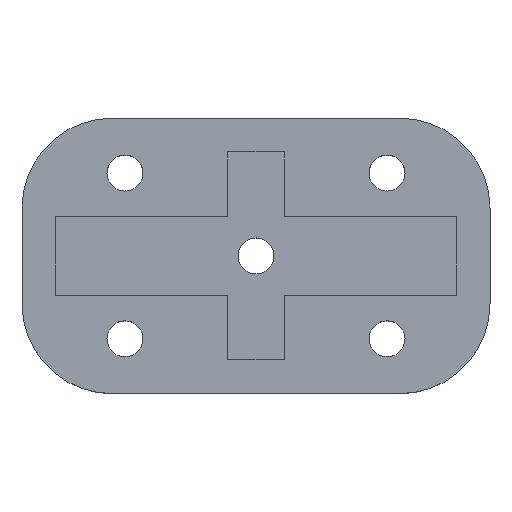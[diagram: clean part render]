
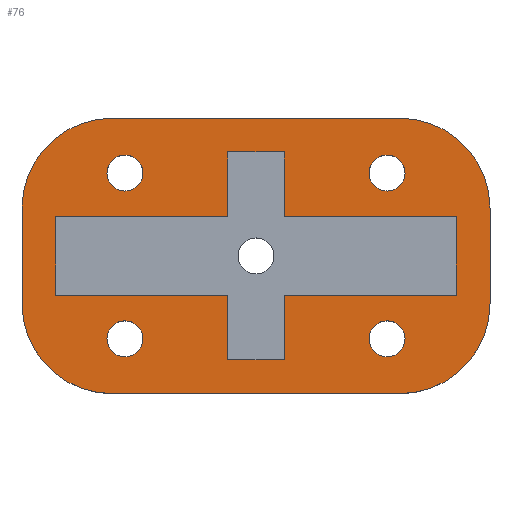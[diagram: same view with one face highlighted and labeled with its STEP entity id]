
A CAD part, top view. The second image highlights one B-rep face of the part: STEP entity #76.
In plain terms, the highlighted planar face has unit normal (0, 0, 1).
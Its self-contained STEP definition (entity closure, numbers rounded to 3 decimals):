
#76=ADVANCED_FACE('',(#264,#266,#268,#270,#272,#274),#276,.T.);
#264=FACE_BOUND('',#265,.T.);
#265=EDGE_LOOP('',(#409,#410,#411,#412,#413,#414,#415,#416));
#266=FACE_BOUND('',#267,.T.);
#267=EDGE_LOOP('',(#417,#418,#419,#420,#421,#422,#423,#424,#425,#426,#427,#428));
#268=FACE_BOUND('',#269,.T.);
#269=EDGE_LOOP('',(#429));
#270=FACE_BOUND('',#271,.T.);
#271=EDGE_LOOP('',(#430));
#272=FACE_BOUND('',#273,.T.);
#273=EDGE_LOOP('',(#431));
#274=FACE_BOUND('',#275,.T.);
#275=EDGE_LOOP('',(#432));
#276=PLANE('',#277);
#277=AXIS2_PLACEMENT_3D('',#278,#279,#280);
#278=CARTESIAN_POINT('',(0.,0.,2.5));
#279=DIRECTION('',(0.,0.,1.));
#280=DIRECTION('',(0.,1.,0.));
#409=ORIENTED_EDGE('',*,*,#515,.F.);
#410=ORIENTED_EDGE('',*,*,#483,.T.);
#411=ORIENTED_EDGE('',*,*,#516,.F.);
#412=ORIENTED_EDGE('',*,*,#480,.T.);
#413=ORIENTED_EDGE('',*,*,#517,.F.);
#414=ORIENTED_EDGE('',*,*,#476,.T.);
#415=ORIENTED_EDGE('',*,*,#518,.F.);
#416=ORIENTED_EDGE('',*,*,#485,.T.);
#417=ORIENTED_EDGE('',*,*,#494,.T.);
#418=ORIENTED_EDGE('',*,*,#492,.T.);
#419=ORIENTED_EDGE('',*,*,#514,.T.);
#420=ORIENTED_EDGE('',*,*,#512,.T.);
#421=ORIENTED_EDGE('',*,*,#510,.T.);
#422=ORIENTED_EDGE('',*,*,#508,.T.);
#423=ORIENTED_EDGE('',*,*,#506,.T.);
#424=ORIENTED_EDGE('',*,*,#504,.T.);
#425=ORIENTED_EDGE('',*,*,#502,.T.);
#426=ORIENTED_EDGE('',*,*,#500,.T.);
#427=ORIENTED_EDGE('',*,*,#498,.T.);
#428=ORIENTED_EDGE('',*,*,#496,.T.);
#429=ORIENTED_EDGE('',*,*,#489,.T.);
#430=ORIENTED_EDGE('',*,*,#490,.T.);
#431=ORIENTED_EDGE('',*,*,#487,.T.);
#432=ORIENTED_EDGE('',*,*,#488,.T.);
#476=EDGE_CURVE('',#573,#571,#574,.T.);
#480=EDGE_CURVE('',#576,#578,#580,.T.);
#483=EDGE_CURVE('',#581,#583,#585,.T.);
#485=EDGE_CURVE('',#588,#586,#589,.T.);
#487=EDGE_CURVE('',#591,#591,#592,.F.);
#488=EDGE_CURVE('',#593,#593,#594,.F.);
#489=EDGE_CURVE('',#595,#595,#596,.F.);
#490=EDGE_CURVE('',#597,#597,#598,.F.);
#492=EDGE_CURVE('',#601,#599,#602,.F.);
#494=EDGE_CURVE('',#604,#601,#605,.F.);
#496=EDGE_CURVE('',#607,#604,#608,.F.);
#498=EDGE_CURVE('',#610,#607,#611,.F.);
#500=EDGE_CURVE('',#613,#610,#614,.F.);
#502=EDGE_CURVE('',#616,#613,#617,.F.);
#504=EDGE_CURVE('',#619,#616,#620,.F.);
#506=EDGE_CURVE('',#622,#619,#623,.F.);
#508=EDGE_CURVE('',#625,#622,#626,.F.);
#510=EDGE_CURVE('',#628,#625,#629,.F.);
#512=EDGE_CURVE('',#631,#628,#632,.F.);
#514=EDGE_CURVE('',#599,#631,#634,.F.);
#515=EDGE_CURVE('',#581,#586,#635,.F.);
#516=EDGE_CURVE('',#576,#583,#636,.F.);
#517=EDGE_CURVE('',#573,#578,#637,.F.);
#518=EDGE_CURVE('',#588,#571,#638,.F.);
#571=VERTEX_POINT('',#753);
#573=VERTEX_POINT('',#757);
#574=LINE('',#758,#759);
#576=VERTEX_POINT('',#764);
#578=VERTEX_POINT('',#768);
#580=LINE('',#772,#773);
#581=VERTEX_POINT('',#775);
#583=VERTEX_POINT('',#779);
#585=LINE('',#783,#784);
#586=VERTEX_POINT('',#786);
#588=VERTEX_POINT('',#790);
#589=LINE('',#791,#792);
#591=VERTEX_POINT('',#797);
#592=CIRCLE('',#798,1.6);
#593=VERTEX_POINT('',#802);
#594=CIRCLE('',#803,1.6);
#595=VERTEX_POINT('',#807);
#596=CIRCLE('',#808,1.6);
#597=VERTEX_POINT('',#812);
#598=CIRCLE('',#813,1.6);
#599=VERTEX_POINT('',#817);
#601=VERTEX_POINT('',#821);
#602=LINE('',#822,#823);
#604=VERTEX_POINT('',#828);
#605=LINE('',#829,#830);
#607=VERTEX_POINT('',#835);
#608=LINE('',#836,#837);
#610=VERTEX_POINT('',#842);
#611=LINE('',#843,#844);
#613=VERTEX_POINT('',#849);
#614=LINE('',#850,#851);
#616=VERTEX_POINT('',#856);
#617=LINE('',#857,#858);
#619=VERTEX_POINT('',#863);
#620=LINE('',#864,#865);
#622=VERTEX_POINT('',#870);
#623=LINE('',#871,#872);
#625=VERTEX_POINT('',#877);
#626=LINE('',#878,#879);
#628=VERTEX_POINT('',#884);
#629=LINE('',#885,#886);
#631=VERTEX_POINT('',#891);
#632=LINE('',#892,#893);
#634=LINE('',#898,#899);
#635=CIRCLE('',#901,8.);
#636=CIRCLE('',#905,8.);
#637=CIRCLE('',#909,8.);
#638=CIRCLE('',#913,8.);
#753=CARTESIAN_POINT('',(-20.825,-4.255,2.5));
#757=CARTESIAN_POINT('',(-20.825,4.255,2.5));
#758=CARTESIAN_POINT('',(-20.825,4.255,2.5));
#759=VECTOR('',#760,1.);
#760=DIRECTION('',(0.,-1.,0.));
#764=CARTESIAN_POINT('',(12.825,12.255,2.5));
#768=CARTESIAN_POINT('',(-12.825,12.255,2.5));
#772=CARTESIAN_POINT('',(12.825,12.255,2.5));
#773=VECTOR('',#774,1.);
#774=DIRECTION('',(-1.,0.,0.));
#775=CARTESIAN_POINT('',(20.825,-4.255,2.5));
#779=CARTESIAN_POINT('',(20.825,4.255,2.5));
#783=CARTESIAN_POINT('',(20.825,-4.255,2.5));
#784=VECTOR('',#785,1.);
#785=DIRECTION('',(0.,1.,0.));
#786=CARTESIAN_POINT('',(12.825,-12.255,2.5));
#790=CARTESIAN_POINT('',(-12.825,-12.255,2.5));
#791=CARTESIAN_POINT('',(-12.825,-12.255,2.5));
#792=VECTOR('',#793,1.);
#793=DIRECTION('',(1.,0.,0.));
#797=CARTESIAN_POINT('',(11.663,-5.778,2.5));
#798=AXIS2_PLACEMENT_3D('',#799,#800,#801);
#799=CARTESIAN_POINT('',(11.663,-7.378,2.5));
#800=DIRECTION('',(0.,0.,1.));
#801=DIRECTION('',(0.,1.,0.));
#802=CARTESIAN_POINT('',(11.663,5.778,2.5));
#803=AXIS2_PLACEMENT_3D('',#804,#805,#806);
#804=CARTESIAN_POINT('',(11.663,7.378,2.5));
#805=DIRECTION('',(0.,0.,1.));
#806=DIRECTION('',(0.,-1.,0.));
#807=CARTESIAN_POINT('',(-11.663,-5.778,2.5));
#808=AXIS2_PLACEMENT_3D('',#809,#810,#811);
#809=CARTESIAN_POINT('',(-11.663,-7.378,2.5));
#810=DIRECTION('',(0.,0.,1.));
#811=DIRECTION('',(0.,1.,0.));
#812=CARTESIAN_POINT('',(-11.663,5.778,2.5));
#813=AXIS2_PLACEMENT_3D('',#814,#815,#816);
#814=CARTESIAN_POINT('',(-11.663,7.378,2.5));
#815=DIRECTION('',(0.,0.,1.));
#816=DIRECTION('',(0.,-1.,0.));
#817=CARTESIAN_POINT('',(2.5,-9.255,2.5));
#821=CARTESIAN_POINT('',(2.5,-3.5,2.5));
#822=CARTESIAN_POINT('',(2.5,-9.255,2.5));
#823=VECTOR('',#824,1.);
#824=DIRECTION('',(0.,1.,0.));
#828=CARTESIAN_POINT('',(17.825,-3.5,2.5));
#829=CARTESIAN_POINT('',(2.5,-3.5,2.5));
#830=VECTOR('',#831,1.);
#831=DIRECTION('',(1.,0.,0.));
#835=CARTESIAN_POINT('',(17.825,3.5,2.5));
#836=CARTESIAN_POINT('',(17.825,-3.5,2.5));
#837=VECTOR('',#838,1.);
#838=DIRECTION('',(0.,1.,0.));
#842=CARTESIAN_POINT('',(2.5,3.5,2.5));
#843=CARTESIAN_POINT('',(17.825,3.5,2.5));
#844=VECTOR('',#845,1.);
#845=DIRECTION('',(-1.,0.,0.));
#849=CARTESIAN_POINT('',(2.5,9.255,2.5));
#850=CARTESIAN_POINT('',(2.5,3.5,2.5));
#851=VECTOR('',#852,1.);
#852=DIRECTION('',(0.,1.,0.));
#856=CARTESIAN_POINT('',(-2.5,9.255,2.5));
#857=CARTESIAN_POINT('',(2.5,9.255,2.5));
#858=VECTOR('',#859,1.);
#859=DIRECTION('',(-1.,0.,0.));
#863=CARTESIAN_POINT('',(-2.5,3.5,2.5));
#864=CARTESIAN_POINT('',(-2.5,9.255,2.5));
#865=VECTOR('',#866,1.);
#866=DIRECTION('',(0.,-1.,0.));
#870=CARTESIAN_POINT('',(-17.825,3.5,2.5));
#871=CARTESIAN_POINT('',(-2.5,3.5,2.5));
#872=VECTOR('',#873,1.);
#873=DIRECTION('',(-1.,0.,0.));
#877=CARTESIAN_POINT('',(-17.825,-3.5,2.5));
#878=CARTESIAN_POINT('',(-17.825,3.5,2.5));
#879=VECTOR('',#880,1.);
#880=DIRECTION('',(0.,-1.,0.));
#884=CARTESIAN_POINT('',(-2.5,-3.5,2.5));
#885=CARTESIAN_POINT('',(-17.825,-3.5,2.5));
#886=VECTOR('',#887,1.);
#887=DIRECTION('',(1.,0.,0.));
#891=CARTESIAN_POINT('',(-2.5,-9.255,2.5));
#892=CARTESIAN_POINT('',(-2.5,-3.5,2.5));
#893=VECTOR('',#894,1.);
#894=DIRECTION('',(0.,-1.,0.));
#898=CARTESIAN_POINT('',(-2.5,-9.255,2.5));
#899=VECTOR('',#900,1.);
#900=DIRECTION('',(1.,0.,0.));
#901=AXIS2_PLACEMENT_3D('',#902,#903,#904);
#902=CARTESIAN_POINT('',(12.825,-4.255,2.5));
#903=DIRECTION('',(0.,0.,1.));
#904=DIRECTION('',(0.,-1.,0.));
#905=AXIS2_PLACEMENT_3D('',#906,#907,#908);
#906=CARTESIAN_POINT('',(12.825,4.255,2.5));
#907=DIRECTION('',(0.,0.,1.));
#908=DIRECTION('',(1.,0.,0.));
#909=AXIS2_PLACEMENT_3D('',#910,#911,#912);
#910=CARTESIAN_POINT('',(-12.825,4.255,2.5));
#911=DIRECTION('',(0.,0.,1.));
#912=DIRECTION('',(0.,1.,0.));
#913=AXIS2_PLACEMENT_3D('',#914,#915,#916);
#914=CARTESIAN_POINT('',(-12.825,-4.255,2.5));
#915=DIRECTION('',(0.,0.,1.));
#916=DIRECTION('',(-1.,0.,0.));
